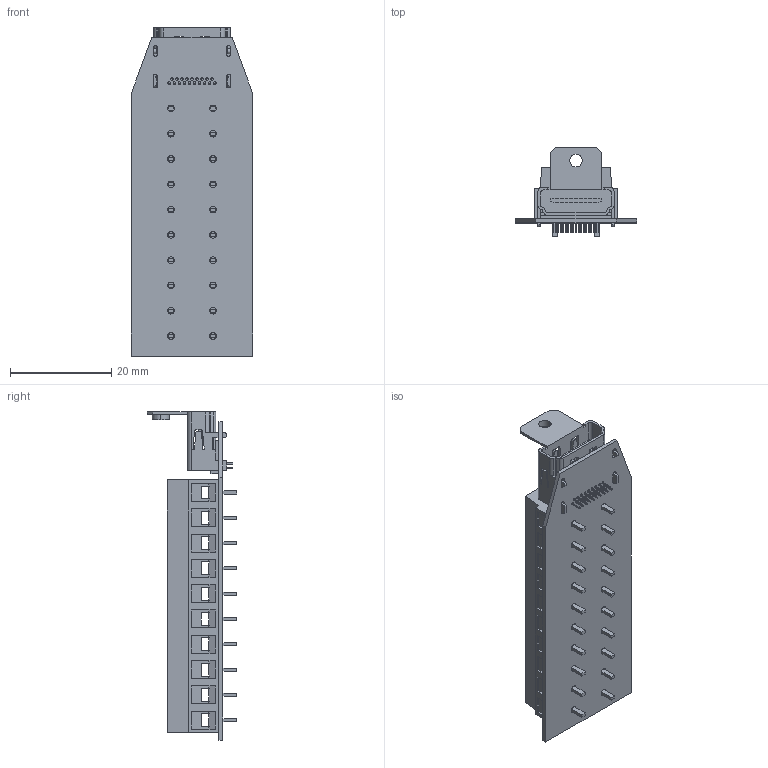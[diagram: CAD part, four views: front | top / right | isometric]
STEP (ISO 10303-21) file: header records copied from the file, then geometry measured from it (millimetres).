
FILE_DESCRIPTION (( 'STEP AP214' ), '1' );
FILE_NAME ('HDFT.STEP', '2016-07-27T15:53:19', ( 'x' ), ( '' ), 'SwSTEP 2.0', 'SolidWorks 2014', '' );
FILE_SCHEMA (( 'AUTOMOTIVE_DESIGN' ));
Length unit declared in the file: inch
Products named in the file (5): 3AA01-017_3AA01-008-125; HDMIFT-MA1; 1BC01-020; 1AH05-005_SINGLE FLANGE; HDFT
Assembly tree (24 placements, depth 2):
  HDFT
    1AH05-005_SINGLE FLANGE
    1BC01-020
    HDMIFT-MA1  x2
    3AA01-017_3AA01-008-125  x20
Bounding box: 24 x 17.61 x 64.89 mm (x, y, z)
Volume: 7306.8 mm3; surface area: 12677.1 mm2
Topology: 24 solids, 24 shells, 2000 faces, 5217 edges, 3368 vertices
Faces by surface type: plane 1463, cylinder 306, bspline 151, cone 40, sphere 40
Entity records: 47902 total; most frequent: CARTESIAN_POINT 15944, ORIENTED_EDGE 6164, DIRECTION 5216, EDGE_CURVE 3082, VECTOR 2336, LINE 2336, VERTEX_POINT 2040, AXIS2_PLACEMENT_3D 1440
